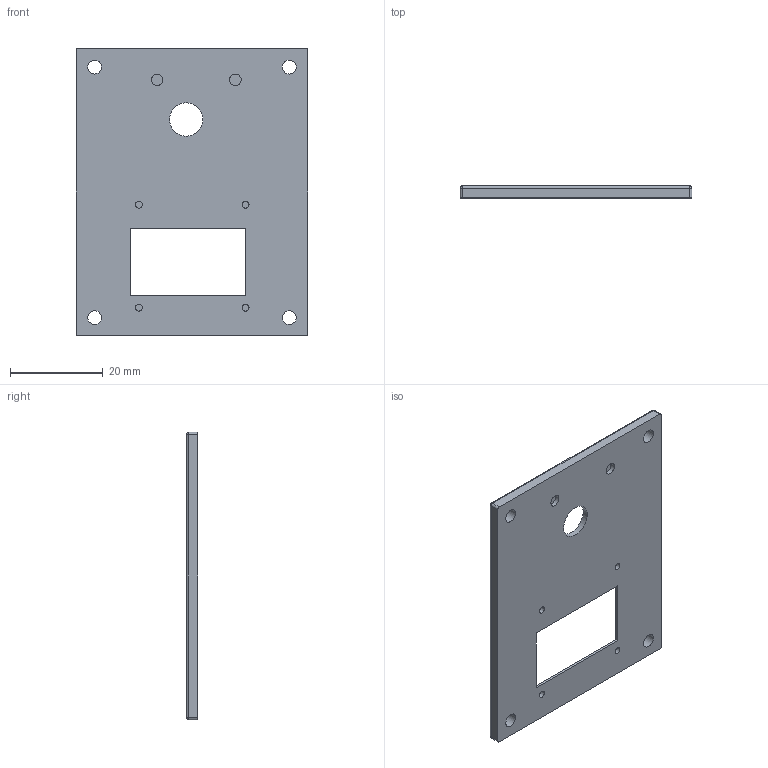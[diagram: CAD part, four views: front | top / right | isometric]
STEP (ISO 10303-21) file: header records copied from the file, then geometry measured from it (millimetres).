
FILE_DESCRIPTION(/* description */ ('STEP AP242 Edition 2','CAx-IF Rec.Pracs.---Representation and Presentation of Product Manufacturing Information (PMI)---4.0---2014-10-13','CAx-IF Rec.Pracs.---3D Tessellated Geometry---0.4---2014-09-14','2;1','CAx-IF Rec.Pracs.---User Defined Attributes---1.5---2016-08-15'),/* implementation_level */ '2;1');
FILE_NAME(/* name */ '697d2c634ebd30078a50cf0f',/* time_stamp */ '2026-01-30T22:10:43Z',/* author */ (''),/* organization */ (''),/* preprocessor_version */ 'ST-DEVELOPER v20',/* originating_system */ 'ONSHAPE BY PTC INC, 1.210',/* authorisation */ ' ');
FILE_SCHEMA (('AP242_MANAGED_MODEL_BASED_3D_ENGINEERING_MIM_LF { 1 0 10303 442 3 1 4 }'));
Length unit declared in the file: millimetre
Products named in the file (1): Electronics Lid
Bounding box: 50 x 2.5 x 62 mm (x, y, z)
Volume: 6287.8 mm3; surface area: 6143.1 mm2
Topology: 1 solids, 1 shells, 50 faces, 107 edges, 62 vertices
Faces by surface type: cylinder 23, plane 21, sphere 4, cone 1, torus 1
Full cylindrical faces by diameter (mm): 1.5 x4, 2.5 x2, 3 x4, 7.2 x1
Entity records: 1284 total; most frequent: DIRECTION 236, CARTESIAN_POINT 201, ORIENTED_EDGE 178, AXIS2_PLACEMENT_3D 96, EDGE_CURVE 89, EDGE_LOOP 82, FACE_BOUND 82, VERTEX_POINT 61
